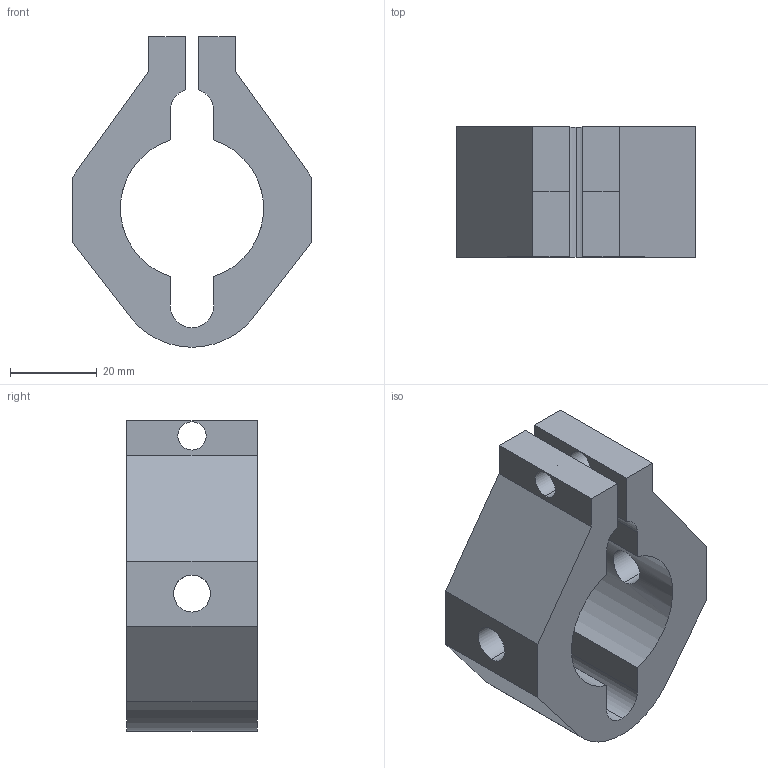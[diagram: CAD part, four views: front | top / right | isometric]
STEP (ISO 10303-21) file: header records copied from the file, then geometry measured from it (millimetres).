
FILE_DESCRIPTION (( 'STEP AP203' ), '1' );
FILE_NAME ('Mounting Bracket_ANT_38_BRK_12.STEP', '2018-09-25T20:30:17', ( '' ), ( '' ), 'SwSTEP 2.0', 'SolidWorks 2018', '' );
FILE_SCHEMA (( 'CONFIG_CONTROL_DESIGN' ));
Length unit declared in the file: millimetre
Products named in the file (1): Mounting Bracket_ANT_38_BRK_12
Bounding box: 55 x 30 x 71.5 mm (x, y, z)
Volume: 47915.5 mm3; surface area: 14779.6 mm2
Topology: 1 solids, 1 shells, 34 faces, 96 edges, 64 vertices
Faces by surface type: plane 18, cylinder 16
Entity records: 1325 total; most frequent: CARTESIAN_POINT 327, ORIENTED_EDGE 192, DIRECTION 190, EDGE_CURVE 96, LINE 64, VERTEX_POINT 64, VECTOR 64, AXIS2_PLACEMENT_3D 63
